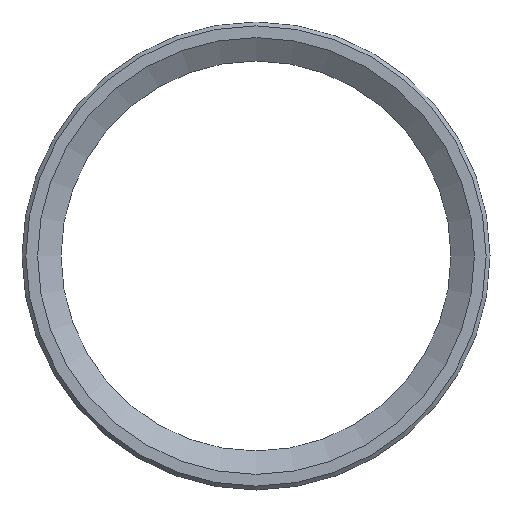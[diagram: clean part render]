
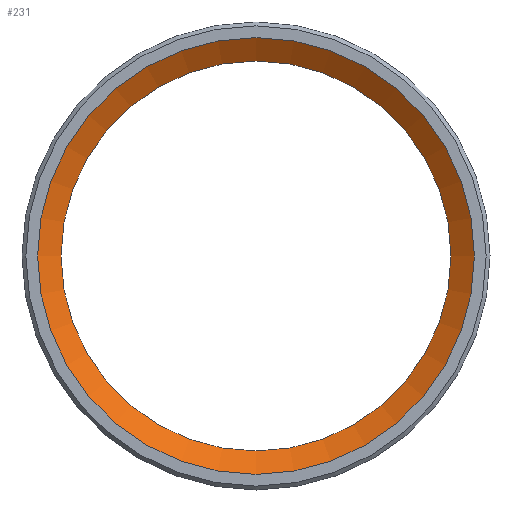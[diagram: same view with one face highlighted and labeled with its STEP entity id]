
A CAD part, left-side view. The second image highlights one B-rep face of the part: STEP entity #231.
In plain terms, the highlighted conical face has half-angle 56.31 degrees and reference radius 28 mm.
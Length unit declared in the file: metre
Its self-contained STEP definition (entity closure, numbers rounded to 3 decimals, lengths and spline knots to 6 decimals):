
#15=CONICAL_SURFACE('',#284,0.028,0.983);
#62=ORIENTED_EDGE('',*,*,#67,.F.);
#63=ORIENTED_EDGE('',*,*,#72,.F.);
#67=EDGE_CURVE('',#87,#87,#107,.F.);
#72=EDGE_CURVE('',#92,#92,#112,.T.);
#87=VERTEX_POINT('',#377);
#92=VERTEX_POINT('',#390);
#107=CIRCLE('',#250,0.025);
#112=CIRCLE('',#258,0.028);
#162=EDGE_LOOP('',(#62));
#163=EDGE_LOOP('',(#63));
#202=FACE_BOUND('',#162,.T.);
#203=FACE_BOUND('',#163,.T.);
#231=ADVANCED_FACE('',(#202,#203),#15,.F.);
#250=AXIS2_PLACEMENT_3D('',#376,#297,#298);
#258=AXIS2_PLACEMENT_3D('',#389,#313,#314);
#284=AXIS2_PLACEMENT_3D('',#427,#365,#366);
#297=DIRECTION('',(1.,0.,0.));
#298=DIRECTION('',(0.,0.,-1.));
#313=DIRECTION('',(1.,0.,0.));
#314=DIRECTION('',(0.,0.,-1.));
#365=DIRECTION('',(-1.,0.,0.));
#366=DIRECTION('',(0.,0.,1.));
#376=CARTESIAN_POINT('',(0.002,0.,0.));
#377=CARTESIAN_POINT('',(0.002,0.,-0.025));
#389=CARTESIAN_POINT('',(0.,0.,0.));
#390=CARTESIAN_POINT('',(0.,0.,-0.028));
#427=CARTESIAN_POINT('',(0.,0.,0.));
